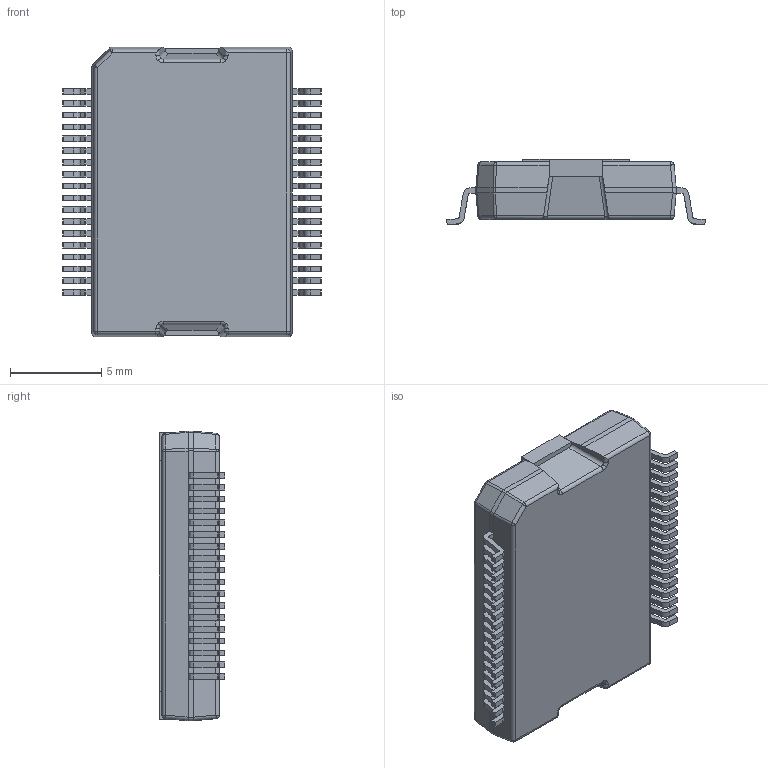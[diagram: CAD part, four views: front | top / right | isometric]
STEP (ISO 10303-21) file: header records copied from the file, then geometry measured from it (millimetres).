
FILE_DESCRIPTION (( 'STEP AP214' ), '1' );
FILE_NAME ('DKD36.STEP', '2020-08-29T08:29:55', ( '' ), ( '' ), 'SwSTEP 2.0', 'SolidWorks 2017', '' );
FILE_SCHEMA (( 'AUTOMOTIVE_DESIGN' ));
Length unit declared in the file: millimetre
Products named in the file (1): DKD36
Bounding box: 14.2 x 3.6 x 15.9 mm (x, y, z)
Volume: 553.5 mm3; surface area: 857.4 mm2
Topology: 39 solids, 39 shells, 627 faces, 1608 edges, 1048 vertices
Faces by surface type: plane 418, cylinder 189, sphere 12, bspline 8
Entity records: 19226 total; most frequent: CARTESIAN_POINT 3516, ORIENTED_EDGE 3192, DIRECTION 3132, EDGE_CURVE 1596, VECTOR 1196, LINE 1196, VERTEX_POINT 1048, AXIS2_PLACEMENT_3D 968
